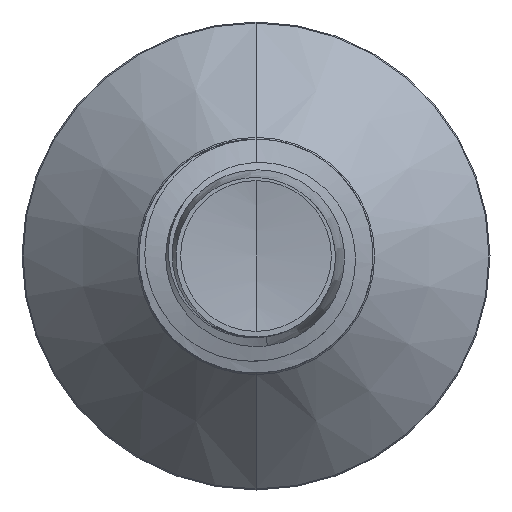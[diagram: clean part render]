
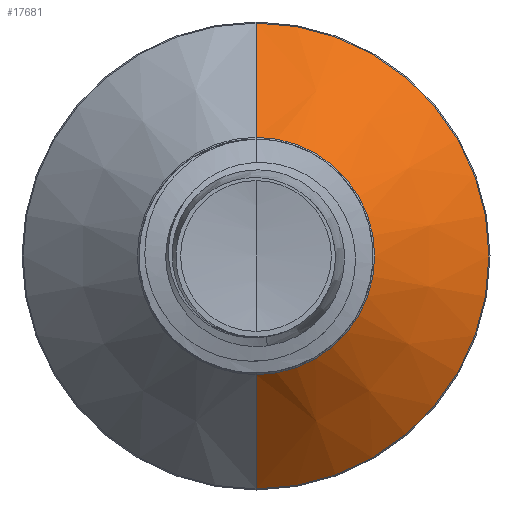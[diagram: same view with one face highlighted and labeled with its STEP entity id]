
A CAD part, front view. The second image highlights one B-rep face of the part: STEP entity #17681.
In plain terms, the highlighted conical face has half-angle 45 degrees and reference radius 1.522 mm.
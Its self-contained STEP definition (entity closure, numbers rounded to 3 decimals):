
#326 = VERTEX_POINT ( 'NONE', #11899 ) ;
#1445 = CARTESIAN_POINT ( 'NONE',  ( 0., 5.972, 0. ) ) ;
#1740 = LINE ( 'NONE', #17696, #6452 ) ;
#1945 = CARTESIAN_POINT ( 'NONE',  ( 0., 5.972, 1.522 ) ) ;
#3033 = CARTESIAN_POINT ( 'NONE',  ( 0., 5.972, 1.522 ) ) ;
#3272 = EDGE_LOOP ( 'NONE', ( #15171, #15296, #4693, #14128 ) ) ;
#3917 = CONICAL_SURFACE ( 'NONE', #15884, 1.522, 0.785 ) ;
#4693 = ORIENTED_EDGE ( 'NONE', *, *, #15067, .F. ) ;
#5928 = EDGE_CURVE ( 'NONE', #18506, #9664, #1740, .T. ) ;
#6452 = VECTOR ( 'NONE', #18270, 1000. ) ;
#7139 = CARTESIAN_POINT ( 'NONE',  ( 0., 5.972, 0. ) ) ;
#8509 = AXIS2_PLACEMENT_3D ( 'NONE', #7139, #16281, #8645 ) ;
#8645 = DIRECTION ( 'NONE',  ( 0., 0., 1. ) ) ;
#8804 = CIRCLE ( 'NONE', #8509, 1.522 ) ;
#9434 = CARTESIAN_POINT ( 'NONE',  ( 0., 5.972, -1.522 ) ) ;
#9664 = VERTEX_POINT ( 'NONE', #19710 ) ;
#10042 = CARTESIAN_POINT ( 'NONE',  ( 0., 7.437, 0. ) ) ;
#11443 = DIRECTION ( 'NONE',  ( 0., 0., 1. ) ) ;
#11655 = DIRECTION ( 'NONE',  ( 0., 0., 1. ) ) ;
#11899 = CARTESIAN_POINT ( 'NONE',  ( 0., 7.437, 2.987 ) ) ;
#12183 = VERTEX_POINT ( 'NONE', #3033 ) ;
#12365 = EDGE_CURVE ( 'NONE', #12183, #18506, #8804, .T. ) ;
#13066 = EDGE_CURVE ( 'NONE', #12183, #326, #19398, .T. ) ;
#13202 = DIRECTION ( 'NONE',  ( 0., 0.707, 0.707 ) ) ;
#14128 = ORIENTED_EDGE ( 'NONE', *, *, #13066, .F. ) ;
#15067 = EDGE_CURVE ( 'NONE', #326, #9664, #17431, .T. ) ;
#15171 = ORIENTED_EDGE ( 'NONE', *, *, #12365, .T. ) ;
#15296 = ORIENTED_EDGE ( 'NONE', *, *, #5928, .T. ) ;
#15337 = VECTOR ( 'NONE', #13202, 1000. ) ;
#15359 = DIRECTION ( 'NONE',  ( 0., 1., 0. ) ) ;
#15884 = AXIS2_PLACEMENT_3D ( 'NONE', #1445, #15359, #11655 ) ;
#16281 = DIRECTION ( 'NONE',  ( 0., 1., 0. ) ) ;
#17431 = CIRCLE ( 'NONE', #18193, 2.987 ) ;
#17681 = ADVANCED_FACE ( 'NONE', ( #19052 ), #3917, .T. ) ;
#17696 = CARTESIAN_POINT ( 'NONE',  ( 0., 5.972, -1.522 ) ) ;
#18193 = AXIS2_PLACEMENT_3D ( 'NONE', #10042, #19033, #11443 ) ;
#18270 = DIRECTION ( 'NONE',  ( 0., 0.707, -0.707 ) ) ;
#18506 = VERTEX_POINT ( 'NONE', #9434 ) ;
#19033 = DIRECTION ( 'NONE',  ( 0., 1., 0. ) ) ;
#19052 = FACE_OUTER_BOUND ( 'NONE', #3272, .T. ) ;
#19398 = LINE ( 'NONE', #1945, #15337 ) ;
#19710 = CARTESIAN_POINT ( 'NONE',  ( 0., 7.437, -2.987 ) ) ;
